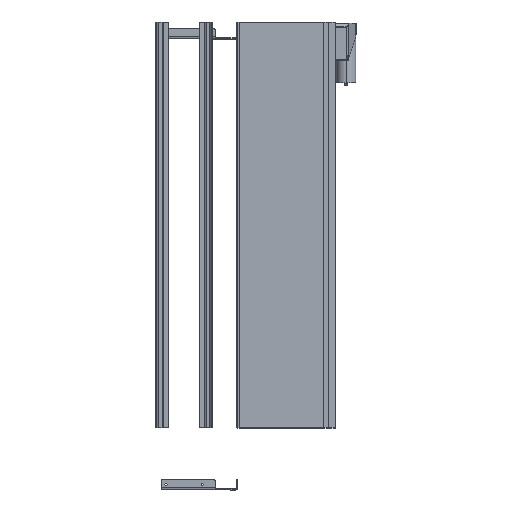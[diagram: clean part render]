
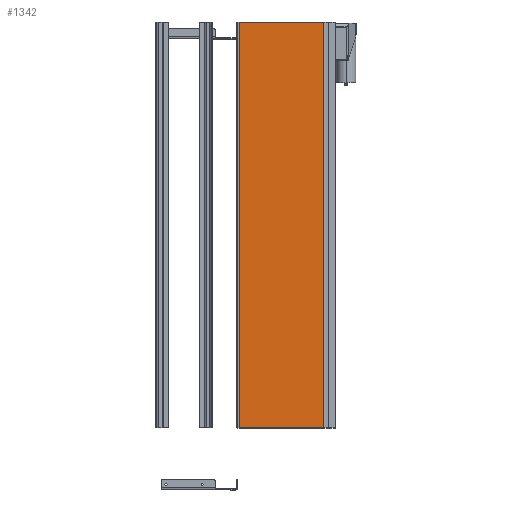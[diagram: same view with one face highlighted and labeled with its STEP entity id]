
A CAD part, top view. The second image highlights one B-rep face of the part: STEP entity #1342.
In plain terms, the highlighted planar face has unit normal (0, 0, 1).
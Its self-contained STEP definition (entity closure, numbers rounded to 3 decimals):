
#1276 = VERTEX_POINT ( 'NONE', #5189 ) ;
#1278 = VERTEX_POINT ( 'NONE', #5184 ) ;
#1280 = EDGE_CURVE ( 'NONE', #1281, #1278, #5183, .T. ) ;
#1281 = VERTEX_POINT ( 'NONE', #5179 ) ;
#1288 = EDGE_CURVE ( 'NONE', #1303, #1281, #5174, .T. ) ;
#1303 = VERTEX_POINT ( 'NONE', #5003 ) ;
#1305 = EDGE_CURVE ( 'NONE', #1276, #1303, #5002, .T. ) ;
#1341 = EDGE_LOOP ( 'NONE', ( #1343, #1345, #1346, #1347 ) ) ;
#1342 = ADVANCED_FACE ( 'NONE', ( #5037 ), #5036, .T. ) ;
#1343 = ORIENTED_EDGE ( 'NONE', *, *, #1344, .F. ) ;
#1344 = EDGE_CURVE ( 'NONE', #1276, #1278, #5035, .T. ) ;
#1345 = ORIENTED_EDGE ( 'NONE', *, *, #1305, .T. ) ;
#1346 = ORIENTED_EDGE ( 'NONE', *, *, #1288, .T. ) ;
#1347 = ORIENTED_EDGE ( 'NONE', *, *, #1280, .T. ) ;
#4999 = DIRECTION ( 'NONE',  ( 0., 1., 0. ) ) ;
#5000 = VECTOR ( 'NONE', #4999, 1000. ) ;
#5001 = CARTESIAN_POINT ( 'NONE',  ( 1226.5, 0., 196. ) ) ;
#5002 = LINE ( 'NONE', #5001, #5000 ) ;
#5003 = CARTESIAN_POINT ( 'NONE',  ( 1226.5, 1920., 196. ) ) ;
#5028 = DIRECTION ( 'NONE',  ( -1., 0., 0. ) ) ;
#5029 = VECTOR ( 'NONE', #5028, 1000. ) ;
#5030 = CARTESIAN_POINT ( 'NONE',  ( 853.5, 120., 196. ) ) ;
#5031 = DIRECTION ( 'NONE',  ( 1., 0., 0. ) ) ;
#5032 = DIRECTION ( 'NONE',  ( 0., 0., 1. ) ) ;
#5033 = CARTESIAN_POINT ( 'NONE',  ( 853.5, 0., 196. ) ) ;
#5034 = AXIS2_PLACEMENT_3D ( 'NONE', #5033, #5032, #5031 ) ;
#5035 = LINE ( 'NONE', #5030, #5029 ) ;
#5036 = PLANE ( 'NONE',  #5034 ) ;
#5037 = FACE_OUTER_BOUND ( 'NONE', #1341, .T. ) ;
#5171 = DIRECTION ( 'NONE',  ( -1., 0., 0. ) ) ;
#5172 = VECTOR ( 'NONE', #5171, 1000. ) ;
#5173 = CARTESIAN_POINT ( 'NONE',  ( 853.5, 1920., 196. ) ) ;
#5174 = LINE ( 'NONE', #5173, #5172 ) ;
#5179 = CARTESIAN_POINT ( 'NONE',  ( 853.5, 1920., 196. ) ) ;
#5180 = DIRECTION ( 'NONE',  ( 0., -1., 0. ) ) ;
#5181 = VECTOR ( 'NONE', #5180, 1000. ) ;
#5182 = CARTESIAN_POINT ( 'NONE',  ( 853.5, 0., 196. ) ) ;
#5183 = LINE ( 'NONE', #5182, #5181 ) ;
#5184 = CARTESIAN_POINT ( 'NONE',  ( 853.5, 120., 196. ) ) ;
#5189 = CARTESIAN_POINT ( 'NONE',  ( 1226.5, 120., 196. ) ) ;
